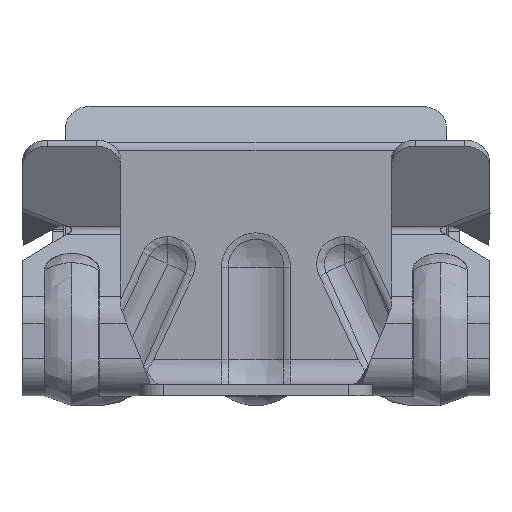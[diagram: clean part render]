
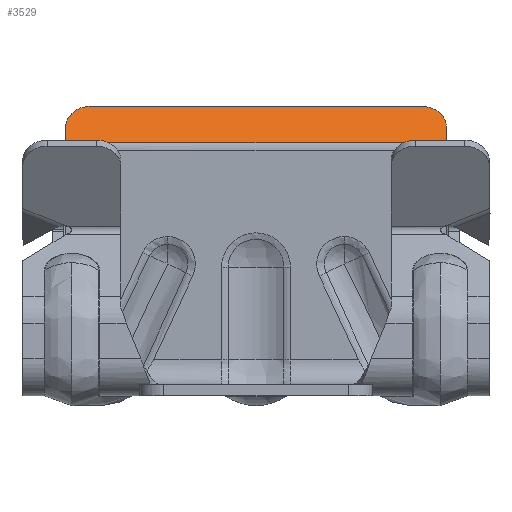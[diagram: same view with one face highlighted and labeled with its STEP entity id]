
A CAD part, front view. The second image highlights one B-rep face of the part: STEP entity #3529.
In plain terms, the highlighted planar face has unit normal (0, -0.829, 0.559).
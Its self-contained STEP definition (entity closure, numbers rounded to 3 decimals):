
#210 = FACE_OUTER_BOUND ( 'NONE', #15332, .T. ) ;
#416 = ORIENTED_EDGE ( 'NONE', *, *, #8910, .F. ) ;
#1107 = EDGE_CURVE ( 'NONE', #5071, #6031, #12775, .T. ) ;
#1709 = VERTEX_POINT ( 'NONE', #7037 ) ;
#2045 = LINE ( 'NONE', #14394, #16395 ) ;
#2113 = CARTESIAN_POINT ( 'NONE',  ( -15.5, 38.954, 21.228 ) ) ;
#2165 = CARTESIAN_POINT ( 'NONE',  ( -15.5, 38.807, 21.011 ) ) ;
#2231 = CARTESIAN_POINT ( 'NONE',  ( -15.448, 39.1, 21.445 ) ) ;
#2243 = ORIENTED_EDGE ( 'NONE', *, *, #1107, .F. ) ;
#2273 = LINE ( 'NONE', #5637, #15727 ) ;
#2296 = CARTESIAN_POINT ( 'NONE',  ( -15.248, 39.371, 21.846 ) ) ;
#2314 = CARTESIAN_POINT ( 'NONE',  ( -15.099, 39.495, 22.03 ) ) ;
#2357 = CARTESIAN_POINT ( 'NONE',  ( -14.729, 39.702, 22.337 ) ) ;
#2372 = CARTESIAN_POINT ( 'NONE',  ( -14.507, 39.785, 22.46 ) ) ;
#2413 = DIRECTION ( 'NONE',  ( 1., 0., 0. ) ) ;
#2429 = CARTESIAN_POINT ( 'NONE',  ( -14.023, 39.897, 22.626 ) ) ;
#2445 = CARTESIAN_POINT ( 'NONE',  ( -13.762, 39.926, 22.669 ) ) ;
#2489 = CARTESIAN_POINT ( 'NONE',  ( -13.5, 39.926, 22.669 ) ) ;
#2602 = VECTOR ( 'NONE', #15847, 1000. ) ;
#2687 = CARTESIAN_POINT ( 'NONE',  ( 14.507, 39.785, 22.46 ) ) ;
#3529 = ADVANCED_FACE ( 'NONE', ( #210 ), #14391, .T. ) ;
#4077 = CARTESIAN_POINT ( 'NONE',  ( 15.099, 39.495, 22.03 ) ) ;
#4547 = ORIENTED_EDGE ( 'NONE', *, *, #8437, .F. ) ;
#5011 = ORIENTED_EDGE ( 'NONE', *, *, #14413, .F. ) ;
#5071 = VERTEX_POINT ( 'NONE', #16269 ) ;
#5463 = CARTESIAN_POINT ( 'NONE',  ( 15.448, 39.1, 21.445 ) ) ;
#5511 = VERTEX_POINT ( 'NONE', #13494 ) ;
#5637 = CARTESIAN_POINT ( 'NONE',  ( 15.5, 37.921, 19.697 ) ) ;
#5956 = LINE ( 'NONE', #10422, #2602 ) ;
#6031 = VERTEX_POINT ( 'NONE', #17275 ) ;
#6080 = VERTEX_POINT ( 'NONE', #17092 ) ;
#6858 = CARTESIAN_POINT ( 'NONE',  ( 15.5, 38.807, 21.011 ) ) ;
#7037 = CARTESIAN_POINT ( 'NONE',  ( 15.5, 38.807, 21.011 ) ) ;
#7042 = DIRECTION ( 'NONE',  ( 0., 0.559, 0.829 ) ) ;
#8067 = CARTESIAN_POINT ( 'NONE',  ( 0., 39.926, 22.669 ) ) ;
#8224 = AXIS2_PLACEMENT_3D ( 'NONE', #15922, #17341, #17403 ) ;
#8437 = EDGE_CURVE ( 'NONE', #6080, #5511, #5956, .T. ) ;
#8910 = EDGE_CURVE ( 'NONE', #6031, #10223, #11031, .T. ) ;
#9853 = EDGE_CURVE ( 'NONE', #5071, #5511, #2045, .T. ) ;
#10132 = VECTOR ( 'NONE', #2413, 1000. ) ;
#10223 = VERTEX_POINT ( 'NONE', #13374 ) ;
#10422 = CARTESIAN_POINT ( 'NONE',  ( 31.016, 37.921, 19.697 ) ) ;
#10539 = B_SPLINE_CURVE_WITH_KNOTS ( 'NONE', 3,
 ( #16500, #15162, #11048, #2687, #12458, #4077, #13848, #5463, #15204, #6858 ),
 .UNSPECIFIED., .F., .F.,
 ( 4, 2, 2, 2, 4 ),
 ( 0., 0.25, 0.5, 0.75, 1. ),
 .UNSPECIFIED. ) ;
#10731 = EDGE_CURVE ( 'NONE', #6080, #1709, #2273, .T. ) ;
#11031 = LINE ( 'NONE', #8067, #10132 ) ;
#11048 = CARTESIAN_POINT ( 'NONE',  ( 14.023, 39.897, 22.626 ) ) ;
#12458 = CARTESIAN_POINT ( 'NONE',  ( 14.729, 39.702, 22.337 ) ) ;
#12775 = B_SPLINE_CURVE_WITH_KNOTS ( 'NONE', 3,
 ( #2165, #2113, #2231, #2296, #2314, #2357, #2372, #2429, #2445, #2489 ),
 .UNSPECIFIED., .F., .F.,
 ( 4, 2, 2, 2, 4 ),
 ( 0., 0.25, 0.5, 0.75, 1. ),
 .UNSPECIFIED. ) ;
#13374 = CARTESIAN_POINT ( 'NONE',  ( 13.5, 39.926, 22.669 ) ) ;
#13494 = CARTESIAN_POINT ( 'NONE',  ( -15.5, 37.921, 19.697 ) ) ;
#13848 = CARTESIAN_POINT ( 'NONE',  ( 15.248, 39.371, 21.846 ) ) ;
#14391 = PLANE ( 'NONE',  #8224 ) ;
#14394 = CARTESIAN_POINT ( 'NONE',  ( -15.5, 38.807, 21.011 ) ) ;
#14413 = EDGE_CURVE ( 'NONE', #10223, #1709, #10539, .T. ) ;
#14893 = ORIENTED_EDGE ( 'NONE', *, *, #9853, .T. ) ;
#15162 = CARTESIAN_POINT ( 'NONE',  ( 13.762, 39.926, 22.669 ) ) ;
#15204 = CARTESIAN_POINT ( 'NONE',  ( 15.5, 38.954, 21.228 ) ) ;
#15332 = EDGE_LOOP ( 'NONE', ( #14893, #4547, #16710, #5011, #416, #2243 ) ) ;
#15727 = VECTOR ( 'NONE', #7042, 1000. ) ;
#15738 = DIRECTION ( 'NONE',  ( 0., -0.559, -0.829 ) ) ;
#15847 = DIRECTION ( 'NONE',  ( -1., 0., 0. ) ) ;
#15922 = CARTESIAN_POINT ( 'NONE',  ( 19., 5.815, -27.902 ) ) ;
#16269 = CARTESIAN_POINT ( 'NONE',  ( -15.5, 38.807, 21.011 ) ) ;
#16395 = VECTOR ( 'NONE', #15738, 1000. ) ;
#16500 = CARTESIAN_POINT ( 'NONE',  ( 13.5, 39.926, 22.669 ) ) ;
#16710 = ORIENTED_EDGE ( 'NONE', *, *, #10731, .T. ) ;
#17092 = CARTESIAN_POINT ( 'NONE',  ( 15.5, 37.921, 19.697 ) ) ;
#17275 = CARTESIAN_POINT ( 'NONE',  ( -13.5, 39.926, 22.669 ) ) ;
#17341 = DIRECTION ( 'NONE',  ( 0., -0.829, 0.559 ) ) ;
#17403 = DIRECTION ( 'NONE',  ( 0., -0.559, -0.829 ) ) ;
